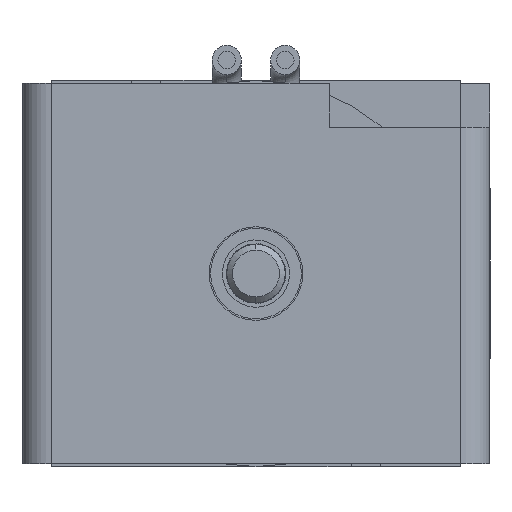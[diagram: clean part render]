
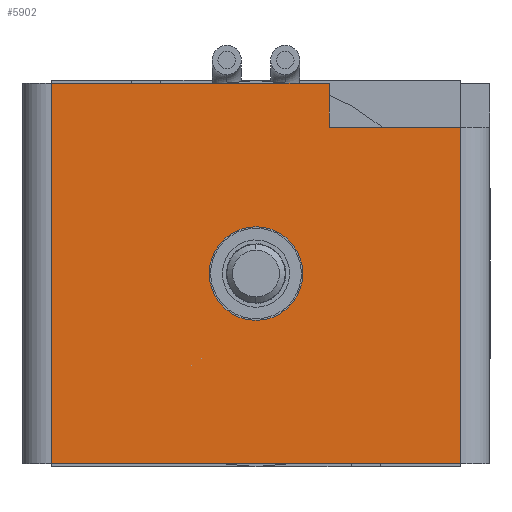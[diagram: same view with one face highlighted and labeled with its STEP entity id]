
A CAD part, left-side view. The second image highlights one B-rep face of the part: STEP entity #5902.
In plain terms, the highlighted planar face has unit normal (-1, 0, 0).
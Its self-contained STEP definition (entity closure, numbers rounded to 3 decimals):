
#1468 = CARTESIAN_POINT ( 'NONE',  ( 0., 0., -13. ) ) ;
#1485 = LINE ( 'NONE', #1468, #8016 ) ;
#1488 = CARTESIAN_POINT ( 'NONE',  ( 0., 1., -13. ) ) ;
#1490 = LINE ( 'NONE', #1488, #8010 ) ;
#1491 = LINE ( 'NONE', #1496, #8009 ) ;
#1492 = DIRECTION ( 'NONE',  ( 0., -1., 0. ) ) ;
#1493 = CARTESIAN_POINT ( 'NONE',  ( 0., 5.5, 0. ) ) ;
#1494 = LINE ( 'NONE', #1493, #8011 ) ;
#1495 = DIRECTION ( 'NONE',  ( 0., 0., 1. ) ) ;
#1496 = CARTESIAN_POINT ( 'NONE',  ( 0., 5.5, -1.5 ) ) ;
#1497 = LINE ( 'NONE', #1501, #7159 ) ;
#1498 = DIRECTION ( 'NONE',  ( 0., 1., 0. ) ) ;
#1500 = DIRECTION ( 'NONE',  ( 0., 0., 1. ) ) ;
#1501 = CARTESIAN_POINT ( 'NONE',  ( 0., 0., 0. ) ) ;
#1502 = DIRECTION ( 'NONE',  ( 0., -1., 0. ) ) ;
#1503 = LINE ( 'NONE', #1504, #7263 ) ;
#1504 = CARTESIAN_POINT ( 'NONE',  ( 0., 15., -13. ) ) ;
#1506 = DIRECTION ( 'NONE',  ( 0., 0., -1. ) ) ;
#1509 = CARTESIAN_POINT ( 'NONE',  ( 0., 8., -6.5 ) ) ;
#1510 = DIRECTION ( 'NONE',  ( 1., 0., 0. ) ) ;
#1511 = DIRECTION ( 'NONE',  ( 0., 0., -1. ) ) ;
#5902 = ADVANCED_FACE ( 'NONE', ( #11976, #11971 ), #11977, .T. ) ;
#6571 = EDGE_CURVE ( 'NONE', #7666, #7668, #1485, .T. ) ;
#6573 = EDGE_CURVE ( 'NONE', #7668, #7656, #1490, .T. ) ;
#6575 = EDGE_CURVE ( 'NONE', #7656, #7655, #1491, .T. ) ;
#6578 = EDGE_CURVE ( 'NONE', #7655, #7654, #1494, .T. ) ;
#6580 = EDGE_CURVE ( 'NONE', #7671, #7654, #1497, .T. ) ;
#6585 = EDGE_CURVE ( 'NONE', #7671, #7666, #1503, .T. ) ;
#6587 = EDGE_CURVE ( 'NONE', #10116, #10107, #7264, .T. ) ;
#7159 = VECTOR ( 'NONE', #1502, 1000. ) ;
#7219 = AXIS2_PLACEMENT_3D ( 'NONE', #10831, #10832, #10833 ) ;
#7221 = CIRCLE ( 'NONE', #7219, 1.6 ) ;
#7261 = AXIS2_PLACEMENT_3D ( 'NONE', #1509, #1510, #1511 ) ;
#7263 = VECTOR ( 'NONE', #1506, 1000. ) ;
#7264 = CIRCLE ( 'NONE', #7261, 1.6 ) ;
#7654 = VERTEX_POINT ( 'NONE', #10766 ) ;
#7655 = VERTEX_POINT ( 'NONE', #10767 ) ;
#7656 = VERTEX_POINT ( 'NONE', #10768 ) ;
#7666 = VERTEX_POINT ( 'NONE', #10782 ) ;
#7668 = VERTEX_POINT ( 'NONE', #10784 ) ;
#7671 = VERTEX_POINT ( 'NONE', #10787 ) ;
#8009 = VECTOR ( 'NONE', #1498, 1000. ) ;
#8010 = VECTOR ( 'NONE', #1495, 1000. ) ;
#8011 = VECTOR ( 'NONE', #1500, 1000. ) ;
#8016 = VECTOR ( 'NONE', #1492, 1000. ) ;
#8300 = EDGE_CURVE ( 'NONE', #10107, #10116, #7221, .T. ) ;
#8675 = AXIS2_PLACEMENT_3D ( 'NONE', #11979, #11980, #11981 ) ;
#9484 = ORIENTED_EDGE ( 'NONE', *, *, #8300, .T. ) ;
#9485 = ORIENTED_EDGE ( 'NONE', *, *, #6587, .T. ) ;
#9486 = ORIENTED_EDGE ( 'NONE', *, *, #6585, .T. ) ;
#9487 = ORIENTED_EDGE ( 'NONE', *, *, #6580, .F. ) ;
#9488 = ORIENTED_EDGE ( 'NONE', *, *, #6578, .T. ) ;
#9489 = ORIENTED_EDGE ( 'NONE', *, *, #6575, .T. ) ;
#9490 = ORIENTED_EDGE ( 'NONE', *, *, #6573, .T. ) ;
#9491 = ORIENTED_EDGE ( 'NONE', *, *, #6571, .T. ) ;
#10089 = EDGE_LOOP ( 'NONE', ( #9491, #9490, #9489, #9488, #9487, #9486 ) ) ;
#10091 = EDGE_LOOP ( 'NONE', ( #9485, #9484 ) ) ;
#10107 = VERTEX_POINT ( 'NONE', #12956 ) ;
#10116 = VERTEX_POINT ( 'NONE', #12965 ) ;
#10766 = CARTESIAN_POINT ( 'NONE',  ( 0., 5.5, 0. ) ) ;
#10767 = CARTESIAN_POINT ( 'NONE',  ( 0., 5.5, -1.5 ) ) ;
#10768 = CARTESIAN_POINT ( 'NONE',  ( 0., 1., -1.5 ) ) ;
#10782 = CARTESIAN_POINT ( 'NONE',  ( 0., 15., -13. ) ) ;
#10784 = CARTESIAN_POINT ( 'NONE',  ( 0., 1., -13. ) ) ;
#10787 = CARTESIAN_POINT ( 'NONE',  ( 0., 15., 0. ) ) ;
#10831 = CARTESIAN_POINT ( 'NONE',  ( 0., 8., -6.5 ) ) ;
#10832 = DIRECTION ( 'NONE',  ( 1., 0., 0. ) ) ;
#10833 = DIRECTION ( 'NONE',  ( 0., 0., -1. ) ) ;
#11971 = FACE_BOUND ( 'NONE', #10091, .T. ) ;
#11976 = FACE_OUTER_BOUND ( 'NONE', #10089, .T. ) ;
#11977 = PLANE ( 'NONE',  #8675 ) ;
#11979 = CARTESIAN_POINT ( 'NONE',  ( 0., 0., -13. ) ) ;
#11980 = DIRECTION ( 'NONE',  ( -1., 0., 0. ) ) ;
#11981 = DIRECTION ( 'NONE',  ( 0., 0., 1. ) ) ;
#12956 = CARTESIAN_POINT ( 'NONE',  ( 0., 8., -4.9 ) ) ;
#12965 = CARTESIAN_POINT ( 'NONE',  ( 0., 8., -8.1 ) ) ;
